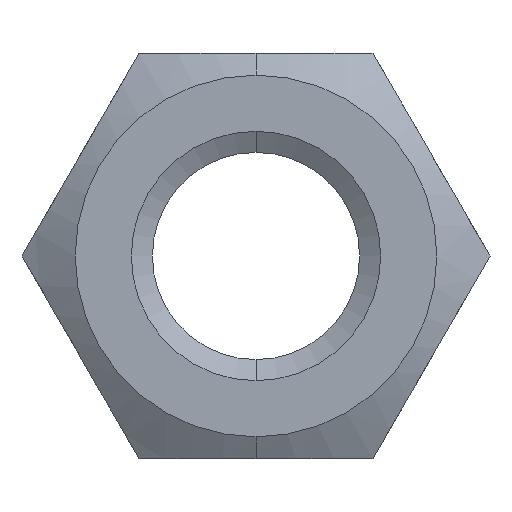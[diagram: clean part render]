
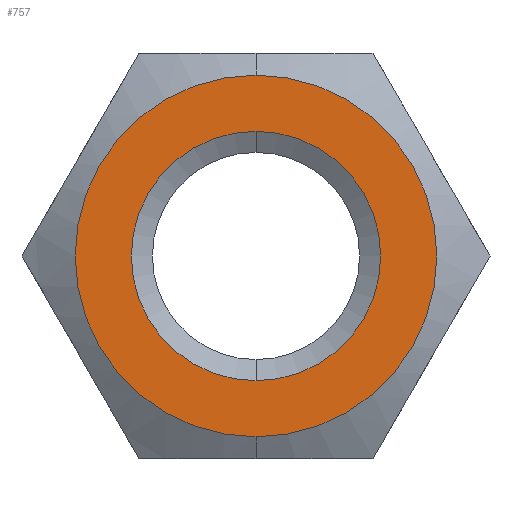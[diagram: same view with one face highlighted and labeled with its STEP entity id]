
A CAD part, left-side view. The second image highlights one B-rep face of the part: STEP entity #757.
In plain terms, the highlighted planar face has unit normal (-1, 0, 0).
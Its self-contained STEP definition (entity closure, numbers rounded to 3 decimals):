
#34 = ORIENTED_EDGE ( 'NONE', *, *, #766, .F. ) ;
#42 = CIRCLE ( 'NONE', #463, 4. ) ;
#56 = CARTESIAN_POINT ( 'NONE',  ( 0., 0., 5.8 ) ) ;
#96 = AXIS2_PLACEMENT_3D ( 'NONE', #278, #413, #589 ) ;
#103 = EDGE_LOOP ( 'NONE', ( #444, #34 ) ) ;
#129 = AXIS2_PLACEMENT_3D ( 'NONE', #499, #621, #373 ) ;
#139 = CARTESIAN_POINT ( 'NONE',  ( 0., 0., 0. ) ) ;
#151 = CARTESIAN_POINT ( 'NONE',  ( 0., 0., 0. ) ) ;
#161 = DIRECTION ( 'NONE',  ( 1., 0., 0. ) ) ;
#165 = AXIS2_PLACEMENT_3D ( 'NONE', #692, #161, #469 ) ;
#189 = VERTEX_POINT ( 'NONE', #243 ) ;
#212 = DIRECTION ( 'NONE',  ( 1., 0., 0. ) ) ;
#221 = CARTESIAN_POINT ( 'NONE',  ( 0., 0., 4. ) ) ;
#222 = EDGE_LOOP ( 'NONE', ( #535, #344 ) ) ;
#239 = VERTEX_POINT ( 'NONE', #56 ) ;
#243 = CARTESIAN_POINT ( 'NONE',  ( 0., 0., -5.8 ) ) ;
#252 = AXIS2_PLACEMENT_3D ( 'NONE', #151, #212, #467 ) ;
#258 = EDGE_CURVE ( 'NONE', #419, #706, #367, .T. ) ;
#265 = DIRECTION ( 'NONE',  ( 0., 0., 1. ) ) ;
#269 = PLANE ( 'NONE',  #165 ) ;
#278 = CARTESIAN_POINT ( 'NONE',  ( 0., 0., 0. ) ) ;
#344 = ORIENTED_EDGE ( 'NONE', *, *, #727, .T. ) ;
#367 = CIRCLE ( 'NONE', #129, 4. ) ;
#373 = DIRECTION ( 'NONE',  ( 0., 0., 1. ) ) ;
#374 = CARTESIAN_POINT ( 'NONE',  ( 0., 0., -4. ) ) ;
#400 = EDGE_CURVE ( 'NONE', #189, #239, #476, .T. ) ;
#413 = DIRECTION ( 'NONE',  ( 1., 0., 0. ) ) ;
#419 = VERTEX_POINT ( 'NONE', #221 ) ;
#444 = ORIENTED_EDGE ( 'NONE', *, *, #400, .F. ) ;
#454 = DIRECTION ( 'NONE',  ( 1., 0., 0. ) ) ;
#463 = AXIS2_PLACEMENT_3D ( 'NONE', #139, #454, #265 ) ;
#467 = DIRECTION ( 'NONE',  ( 0., 0., -1. ) ) ;
#469 = DIRECTION ( 'NONE',  ( 0., 0., -1. ) ) ;
#476 = CIRCLE ( 'NONE', #252, 5.8 ) ;
#499 = CARTESIAN_POINT ( 'NONE',  ( 0., 0., 0. ) ) ;
#535 = ORIENTED_EDGE ( 'NONE', *, *, #258, .T. ) ;
#552 = FACE_BOUND ( 'NONE', #222, .T. ) ;
#589 = DIRECTION ( 'NONE',  ( 0., 0., -1. ) ) ;
#621 = DIRECTION ( 'NONE',  ( 1., 0., 0. ) ) ;
#657 = FACE_OUTER_BOUND ( 'NONE', #103, .T. ) ;
#692 = CARTESIAN_POINT ( 'NONE',  ( 0., 0., 0. ) ) ;
#706 = VERTEX_POINT ( 'NONE', #374 ) ;
#714 = CIRCLE ( 'NONE', #96, 5.8 ) ;
#727 = EDGE_CURVE ( 'NONE', #706, #419, #42, .T. ) ;
#757 = ADVANCED_FACE ( 'NONE', ( #552, #657 ), #269, .F. ) ;
#766 = EDGE_CURVE ( 'NONE', #239, #189, #714, .T. ) ;
